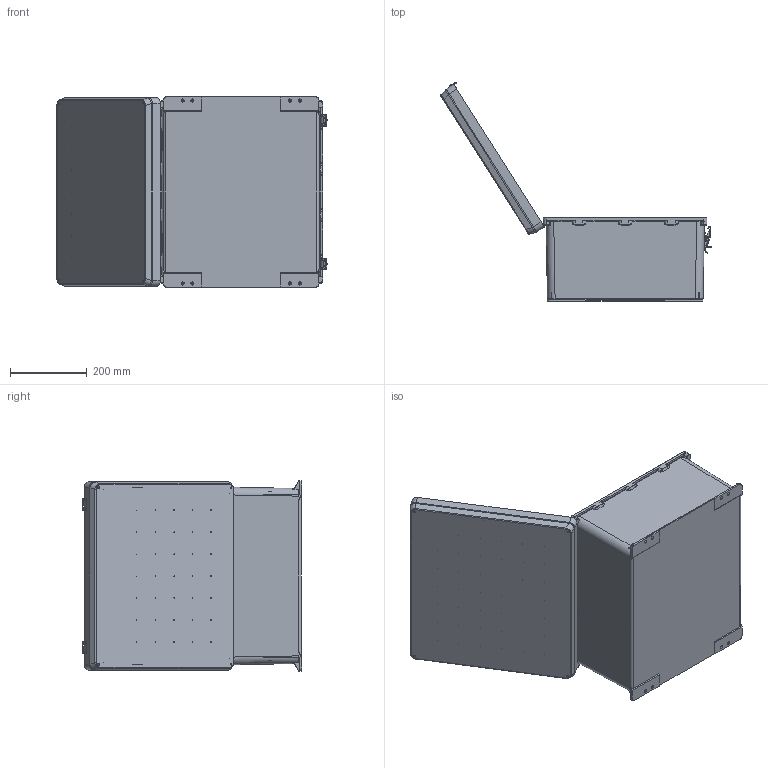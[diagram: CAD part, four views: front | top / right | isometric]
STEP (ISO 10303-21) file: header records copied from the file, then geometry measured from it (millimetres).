
FILE_DESCRIPTION (( 'STEP AP214' ), '1' );
FILE_NAME ('NB181608-KIT01_3D.step', '2025-10-06T15:13:25', ( '' ), ( '' ), 'SwSTEP 2.0', 'SolidWorks 2025', '' );
FILE_SCHEMA (( 'AUTOMOTIVE_DESIGN' ));
Length unit declared in the file: inch
Products named in the file (8): NB181608-DoorClasp-1; NB181608-Hinge; NB181608-DoorClasp-2; 10-32 NEMA PLATE SCREW; XF1092-01; NB181608-Lid; NB181608-KIT01_3D; NB181608-Box
Assembly tree (13 placements, depth 2):
  NB181608-KIT01_3D
    NB181608-Box
    NB181608-Hinge  x2
    NB181608-Lid
    NB181608-DoorClasp-1  x2
    NB181608-DoorClasp-2  x2
    XF1092-01
    10-32 NEMA PLATE SCREW  x4
Bounding box: 703.32 x 571.16 x 495 mm (x, y, z)
Volume: 4117120.6 mm3; surface area: 2137683.8 mm2
Topology: 19 solids, 19 shells, 1894 faces, 4984 edges, 3102 vertices
Faces by surface type: cylinder 752, plane 674, cone 216, bspline 168, torus 84
Entity records: 46860 total; most frequent: CARTESIAN_POINT 16969, ORIENTED_EDGE 6560, DIRECTION 5728, EDGE_CURVE 3280, VERTEX_POINT 2067, AXIS2_PLACEMENT_3D 2030, LINE 1668, VECTOR 1668
